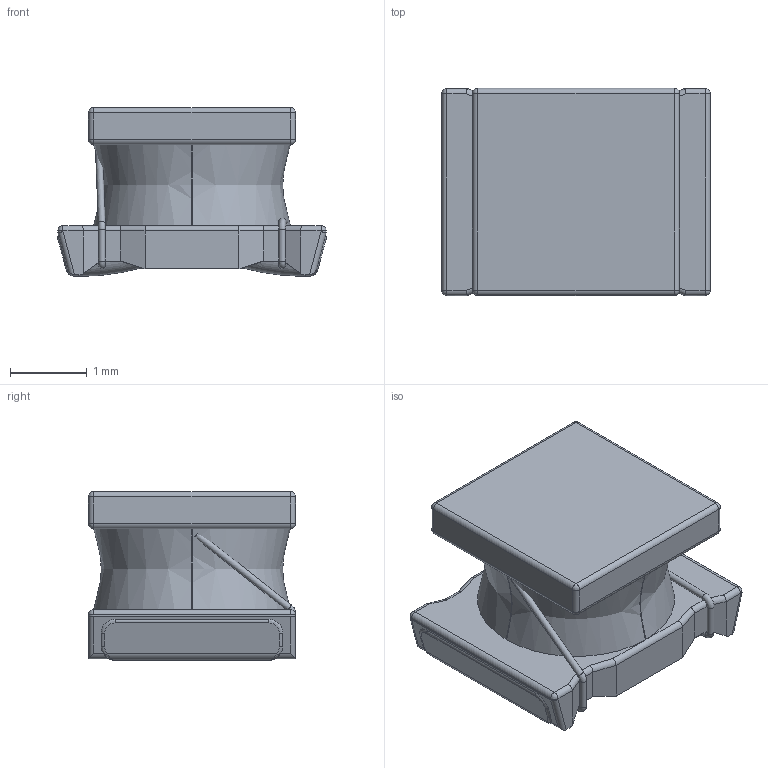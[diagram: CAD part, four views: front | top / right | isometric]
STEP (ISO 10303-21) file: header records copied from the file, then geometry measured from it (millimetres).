
FILE_DESCRIPTION(('STEP AP214'), '1');
FILE_NAME('LQH3x', '2019-04-12T18:30:17', ('Nobody'), (''), 'ASCON STEP Converter 1.3', 'ASCON Math Kernel', '');
FILE_SCHEMA(('AUTOMOTIVE_DESIGN { 1 0 10303 214 3 1 1}'));
Length unit declared in the file: millimetre
Bounding box: 3.5 x 2.7 x 2.2 mm (x, y, z)
Volume: 13.8 mm3; surface area: 58.5 mm2
Topology: 5 solids, 5 shells, 169 faces, 392 edges, 219 vertices
Faces by surface type: cylinder 68, plane 60, bspline 20, sphere 12, torus 9
Full cylindrical faces by diameter (mm): 0.09 x6
Entity records: 6909 total; most frequent: CARTESIAN_POINT 2046, ORIENTED_EDGE 714, DIRECTION 662, EDGE_CURVE 357, AXIS2_PLACEMENT_3D 235, VERTEX_POINT 209, LINE 192, VECTOR 192
